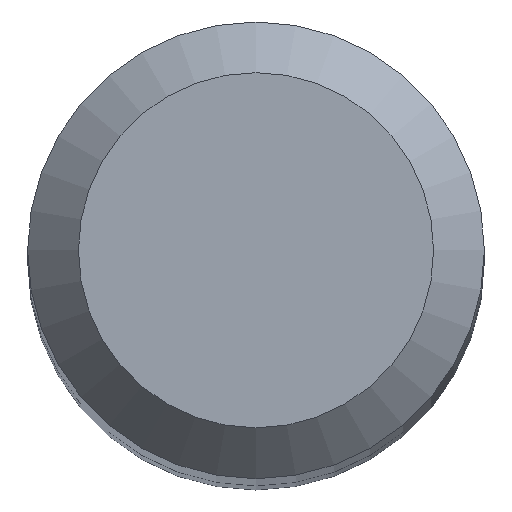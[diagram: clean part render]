
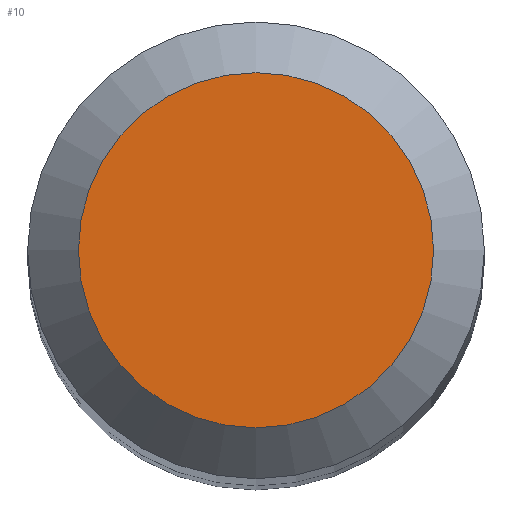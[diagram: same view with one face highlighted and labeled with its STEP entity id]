
A CAD part, top view. The second image highlights one B-rep face of the part: STEP entity #10.
In plain terms, the highlighted planar face has unit normal (0, 0, 1).
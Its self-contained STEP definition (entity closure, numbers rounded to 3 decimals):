
#1 = AXIS2_PLACEMENT_3D ( 'NONE', #164, #145, #83 ) ;
#10 = ADVANCED_FACE ( 'NONE', ( #119 ), #46, .F. ) ;
#14 = DIRECTION ( 'NONE',  ( 0., 1., 0. ) ) ;
#34 = AXIS2_PLACEMENT_3D ( 'NONE', #104, #170, #14 ) ;
#46 = PLANE ( 'NONE',  #34 ) ;
#64 = VERTEX_POINT ( 'NONE', #141 ) ;
#83 = DIRECTION ( 'NONE',  ( 0., 1., 0. ) ) ;
#93 = ORIENTED_EDGE ( 'NONE', *, *, #126, .F. ) ;
#104 = CARTESIAN_POINT ( 'NONE',  ( 0., 0., 52. ) ) ;
#119 = FACE_OUTER_BOUND ( 'NONE', #173, .T. ) ;
#126 = EDGE_CURVE ( 'NONE', #64, #64, #198, .T. ) ;
#141 = CARTESIAN_POINT ( 'NONE',  ( 0., 1.4, 52. ) ) ;
#145 = DIRECTION ( 'NONE',  ( 0., 0., -1. ) ) ;
#164 = CARTESIAN_POINT ( 'NONE',  ( 0., 0., 52. ) ) ;
#170 = DIRECTION ( 'NONE',  ( 0., 0., -1. ) ) ;
#173 = EDGE_LOOP ( 'NONE', ( #93 ) ) ;
#198 = CIRCLE ( 'NONE', #1, 1.4 ) ;
